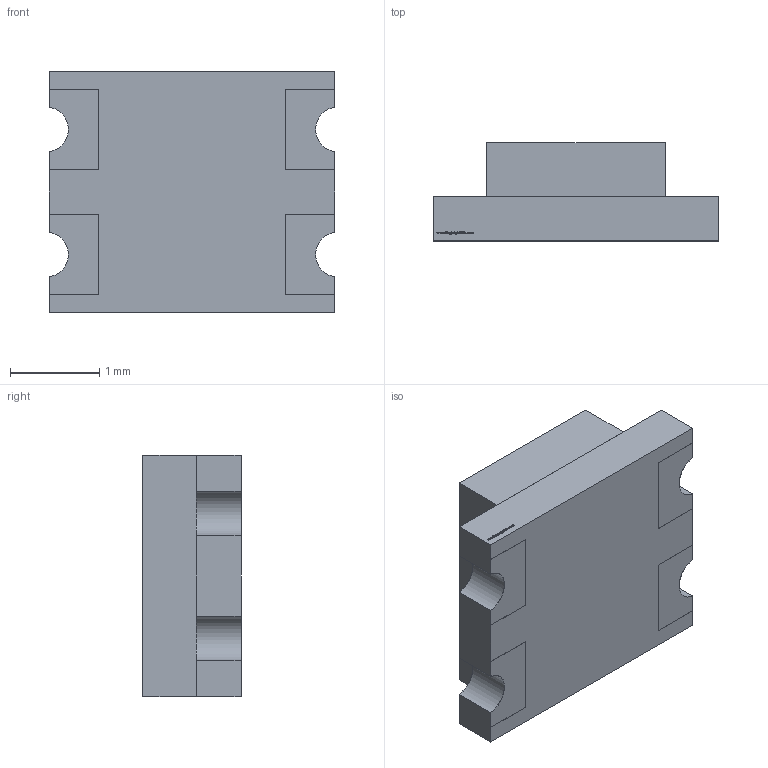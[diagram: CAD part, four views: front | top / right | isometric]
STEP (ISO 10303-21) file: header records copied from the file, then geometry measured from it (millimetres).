
FILE_DESCRIPTION (( 'STEP AP214' ), '1' );
FILE_NAME ('APB3227.STEP', '2012-08-27T16:44:36', ( '' ), ( '' ), 'SwSTEP 2.0', 'SolidWorks 2011', '' );
FILE_SCHEMA (( 'AUTOMOTIVE_DESIGN' ));
Length unit declared in the file: millimetre
Products named in the file (1): APB3227
Bounding box: 3.2 x 1.1 x 2.7 mm (x, y, z)
Volume: 7.4 mm3; surface area: 45.5 mm2
Topology: 11 solids, 11 shells, 377 faces, 981 edges, 654 vertices
Faces by surface type: plane 243, bspline 116, cylinder 18
Entity records: 21178 total; most frequent: CARTESIAN_POINT 8401, ORIENTED_EDGE 1962, DIRECTION 1309, EDGE_CURVE 981, LINE 713, VECTOR 713, VERTEX_POINT 654, EDGE_LOOP 405
